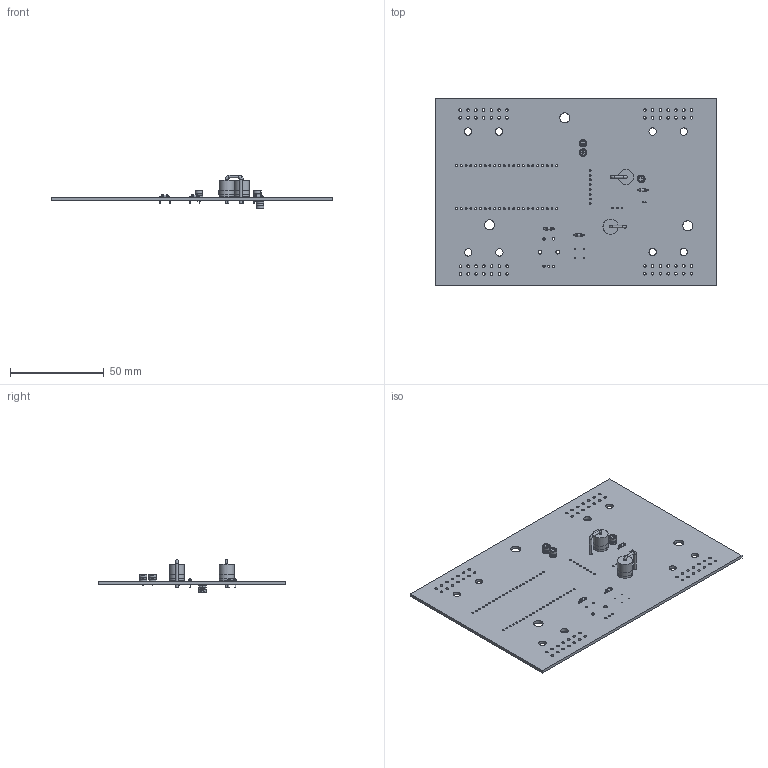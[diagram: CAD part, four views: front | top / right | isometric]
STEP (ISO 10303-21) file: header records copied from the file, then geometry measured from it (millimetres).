
FILE_DESCRIPTION(('KiCad electronic assembly'),'2;1');
FILE_NAME('seniordesign.step','2025-01-20T12:39:29',('Pcbnew'),('Kicad') ,'Open CASCADE STEP processor 7.8','KiCad to STEP converter','Unknown' );
FILE_SCHEMA(('AUTOMOTIVE_DESIGN { 1 0 10303 214 1 1 1 1 }'));
Length unit declared in the file: millimetre
Products named in the file (8): seniordesign 1; CP_Radial_D4.0mm_P1.50mm; CP_Radial_D40mm_P150mm; R_Axial_DIN0204_L3.6mm_D1.6mm_P5.08mm_Horizontal; R_Axial_DIN0204_L36mm_D16mm_P508mm_Horizontal; D_5KPW_P7.62mm_Vertical_AnodeUp; seniordesign_PCB
Assembly tree (13 placements, depth 3):
  seniordesign 1
    CP_Radial_D4.0mm_P1.50mm  x4
      CP_Radial_D40mm_P150mm
    R_Axial_DIN0204_L3.6mm_D1.6mm_P5.08mm_Horizontal  x3
      R_Axial_DIN0204_L36mm_D16mm_P508mm_Horizontal
    D_5KPW_P7.62mm_Vertical_AnodeUp  x2
      D_5KPW_P7.62mm_Vertical_AnodeUp
    seniordesign_PCB
Bounding box: 150 x 100 x 17.65 mm (x, y, z)
Volume: 24676.4 mm3; surface area: 32559.9 mm2
Topology: 10 solids, 14 shells, 454 faces, 1106 edges, 708 vertices
Faces by surface type: cylinder 238, plane 136, bspline 32, revolution 24, torus 24
Full cylindrical faces by diameter (mm): 0.3 x8, 0.5 x6, 0.559 x4, 0.6 x8, 0.7 x6, 1 x3, 1.02 x52, 1.2 x5, 1.3 x8, 1.397 x56, 1.44 x3, 1.6 x10, 3.912 x8, 5.3 x3, 8 x4, 8.02 x2
Entity records: 10127 total; most frequent: CARTESIAN_POINT 2319, DIRECTION 1515, ORIENTED_EDGE 1312, EDGE_CURVE 656, AXIS2_PLACEMENT_3D 635, FACE_BOUND 559, EDGE_LOOP 559, VERTEX_POINT 429
